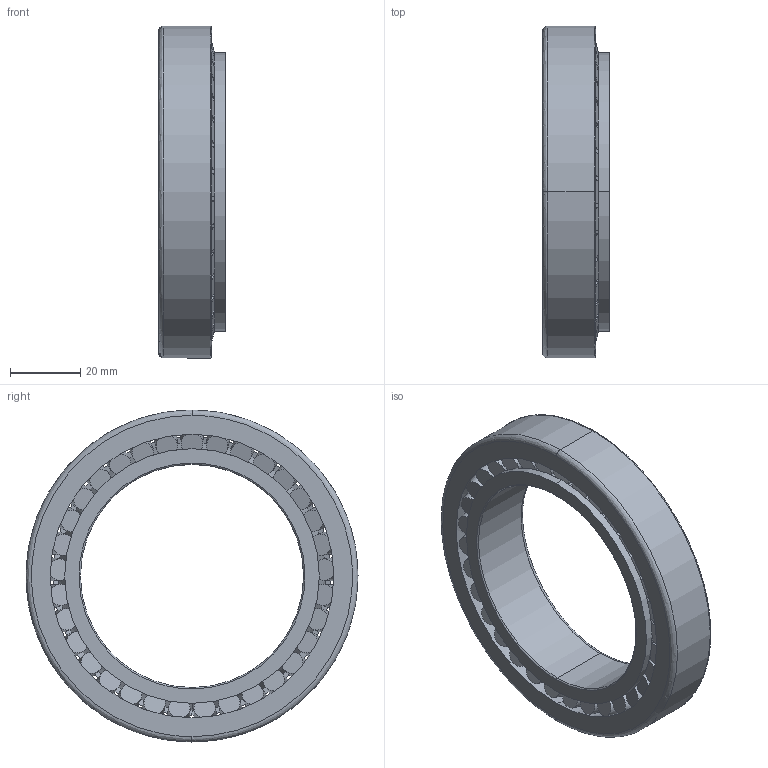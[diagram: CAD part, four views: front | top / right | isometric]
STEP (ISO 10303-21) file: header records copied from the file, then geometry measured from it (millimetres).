
FILE_DESCRIPTION (( 'STEP AP203' ), '1' );
FILE_NAME ('BP-02 L610549 Bearing - L610510 Race.STEP', '2013-12-18T20:29:22', ( 'Dan''s Work CPU' ), ( '' ), 'SwSTEP 2.0', 'SolidWorks 2012', '' );
FILE_SCHEMA (( 'CONFIG_CONTROL_DESIGN' ));
Length unit declared in the file: inch
Products named in the file (4): Imported_4; Imported_3; BP-02 L610549 Bearing - L610510 Race; Imported_5
Assembly tree (3 placements, depth 2):
  BP-02 L610549 Bearing - L610510 Race
    Imported_3
    Imported_4
    Imported_5
Bounding box: 19.05 x 94.46 x 94.46 mm (x, y, z)
Volume: 55725.5 mm3; surface area: 34130.4 mm2
Topology: 35 solids, 35 shells, 160 faces, 254 edges, 164 vertices
Faces by surface type: cone 74, plane 70, bspline 8, cylinder 8
Entity records: 4608 total; most frequent: CARTESIAN_POINT 1184, DIRECTION 726, ORIENTED_EDGE 508, AXIS2_PLACEMENT_3D 322, EDGE_CURVE 254, CIRCLE 164, VERTEX_POINT 164, EDGE_LOOP 164
